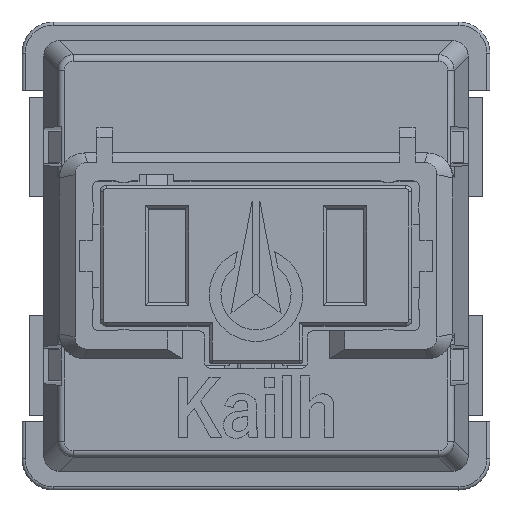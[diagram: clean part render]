
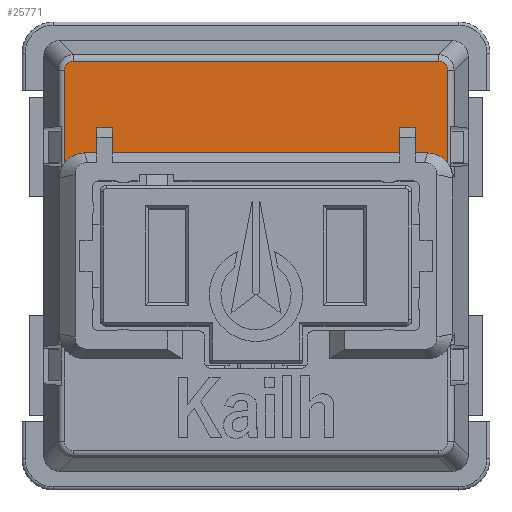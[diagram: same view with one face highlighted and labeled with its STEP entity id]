
A CAD part, top view. The second image highlights one B-rep face of the part: STEP entity #25771.
In plain terms, the highlighted planar face has unit normal (0, 0, 1).
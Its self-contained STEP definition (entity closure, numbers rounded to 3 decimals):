
#22115 = VERTEX_POINT('',#22116);
#22116 = CARTESIAN_POINT('',(6.142,2.977,2.));
#22133 = VERTEX_POINT('',#22134);
#22134 = CARTESIAN_POINT('',(6.142,5.95,2.));
#22141 = EDGE_CURVE('',#22115,#22133,#22142,.T.);
#22142 = LINE('',#22143,#22144);
#22143 = CARTESIAN_POINT('',(6.142,2.5,2.));
#22144 = VECTOR('',#22145,1.);
#22145 = DIRECTION('',(0.,1.,0.));
#22899 = VERTEX_POINT('',#22900);
#22900 = CARTESIAN_POINT('',(-6.142,2.977,2.));
#22917 = EDGE_CURVE('',#22899,#22918,#22920,.T.);
#22918 = VERTEX_POINT('',#22919);
#22919 = CARTESIAN_POINT('',(-6.142,5.95,2.));
#22920 = LINE('',#22921,#22922);
#22921 = CARTESIAN_POINT('',(-6.142,2.5,2.));
#22922 = VECTOR('',#22923,1.);
#22923 = DIRECTION('',(0.,1.,0.));
#25771 = ADVANCED_FACE('',(#25772),#25888,.T.);
#25772 = FACE_BOUND('',#25773,.T.);
#25773 = EDGE_LOOP('',(#25774,#25775,#25784,#25792,#25800,#25808,#25816,
    #25824,#25832,#25840,#25848,#25856,#25863,#25864,#25873,#25881));
#25774 = ORIENTED_EDGE('',*,*,#22917,.F.);
#25775 = ORIENTED_EDGE('',*,*,#25776,.F.);
#25776 = EDGE_CURVE('',#25777,#22899,#25779,.T.);
#25777 = VERTEX_POINT('',#25778);
#25778 = CARTESIAN_POINT('',(-5.5,3.3,2.));
#25779 = CIRCLE('',#25780,0.8);
#25780 = AXIS2_PLACEMENT_3D('',#25781,#25782,#25783);
#25781 = CARTESIAN_POINT('',(-5.5,2.5,2.));
#25782 = DIRECTION('',(0.,0.,1.));
#25783 = DIRECTION('',(1.,0.,-0.));
#25784 = ORIENTED_EDGE('',*,*,#25785,.T.);
#25785 = EDGE_CURVE('',#25777,#25786,#25788,.T.);
#25786 = VERTEX_POINT('',#25787);
#25787 = CARTESIAN_POINT('',(-5.1,3.3,2.));
#25788 = LINE('',#25789,#25790);
#25789 = CARTESIAN_POINT('',(-5.5,3.3,2.));
#25790 = VECTOR('',#25791,1.);
#25791 = DIRECTION('',(1.,0.,0.));
#25792 = ORIENTED_EDGE('',*,*,#25793,.T.);
#25793 = EDGE_CURVE('',#25786,#25794,#25796,.T.);
#25794 = VERTEX_POINT('',#25795);
#25795 = CARTESIAN_POINT('',(-5.1,4.1,2.));
#25796 = LINE('',#25797,#25798);
#25797 = CARTESIAN_POINT('',(-5.1,3.3,2.));
#25798 = VECTOR('',#25799,1.);
#25799 = DIRECTION('',(0.,1.,0.));
#25800 = ORIENTED_EDGE('',*,*,#25801,.T.);
#25801 = EDGE_CURVE('',#25794,#25802,#25804,.T.);
#25802 = VERTEX_POINT('',#25803);
#25803 = CARTESIAN_POINT('',(-4.6,4.1,2.));
#25804 = LINE('',#25805,#25806);
#25805 = CARTESIAN_POINT('',(-5.1,4.1,2.));
#25806 = VECTOR('',#25807,1.);
#25807 = DIRECTION('',(1.,0.,0.));
#25808 = ORIENTED_EDGE('',*,*,#25809,.T.);
#25809 = EDGE_CURVE('',#25802,#25810,#25812,.T.);
#25810 = VERTEX_POINT('',#25811);
#25811 = CARTESIAN_POINT('',(-4.6,3.3,2.));
#25812 = LINE('',#25813,#25814);
#25813 = CARTESIAN_POINT('',(-4.6,4.1,2.));
#25814 = VECTOR('',#25815,1.);
#25815 = DIRECTION('',(0.,-1.,0.));
#25816 = ORIENTED_EDGE('',*,*,#25817,.T.);
#25817 = EDGE_CURVE('',#25810,#25818,#25820,.T.);
#25818 = VERTEX_POINT('',#25819);
#25819 = CARTESIAN_POINT('',(4.6,3.3,2.));
#25820 = LINE('',#25821,#25822);
#25821 = CARTESIAN_POINT('',(-4.6,3.3,2.));
#25822 = VECTOR('',#25823,1.);
#25823 = DIRECTION('',(1.,0.,0.));
#25824 = ORIENTED_EDGE('',*,*,#25825,.T.);
#25825 = EDGE_CURVE('',#25818,#25826,#25828,.T.);
#25826 = VERTEX_POINT('',#25827);
#25827 = CARTESIAN_POINT('',(4.6,4.1,2.));
#25828 = LINE('',#25829,#25830);
#25829 = CARTESIAN_POINT('',(4.6,3.3,2.));
#25830 = VECTOR('',#25831,1.);
#25831 = DIRECTION('',(0.,1.,0.));
#25832 = ORIENTED_EDGE('',*,*,#25833,.T.);
#25833 = EDGE_CURVE('',#25826,#25834,#25836,.T.);
#25834 = VERTEX_POINT('',#25835);
#25835 = CARTESIAN_POINT('',(5.1,4.1,2.));
#25836 = LINE('',#25837,#25838);
#25837 = CARTESIAN_POINT('',(4.6,4.1,2.));
#25838 = VECTOR('',#25839,1.);
#25839 = DIRECTION('',(1.,0.,0.));
#25840 = ORIENTED_EDGE('',*,*,#25841,.T.);
#25841 = EDGE_CURVE('',#25834,#25842,#25844,.T.);
#25842 = VERTEX_POINT('',#25843);
#25843 = CARTESIAN_POINT('',(5.1,3.3,2.));
#25844 = LINE('',#25845,#25846);
#25845 = CARTESIAN_POINT('',(5.1,4.1,2.));
#25846 = VECTOR('',#25847,1.);
#25847 = DIRECTION('',(0.,-1.,0.));
#25848 = ORIENTED_EDGE('',*,*,#25849,.T.);
#25849 = EDGE_CURVE('',#25842,#25850,#25852,.T.);
#25850 = VERTEX_POINT('',#25851);
#25851 = CARTESIAN_POINT('',(5.5,3.3,2.));
#25852 = LINE('',#25853,#25854);
#25853 = CARTESIAN_POINT('',(5.1,3.3,2.));
#25854 = VECTOR('',#25855,1.);
#25855 = DIRECTION('',(1.,0.,0.));
#25856 = ORIENTED_EDGE('',*,*,#25857,.F.);
#25857 = EDGE_CURVE('',#22115,#25850,#25858,.T.);
#25858 = CIRCLE('',#25859,0.8);
#25859 = AXIS2_PLACEMENT_3D('',#25860,#25861,#25862);
#25860 = CARTESIAN_POINT('',(5.5,2.5,2.));
#25861 = DIRECTION('',(0.,0.,1.));
#25862 = DIRECTION('',(1.,0.,-0.));
#25863 = ORIENTED_EDGE('',*,*,#22141,.T.);
#25864 = ORIENTED_EDGE('',*,*,#25865,.T.);
#25865 = EDGE_CURVE('',#22133,#25866,#25868,.T.);
#25866 = VERTEX_POINT('',#25867);
#25867 = CARTESIAN_POINT('',(5.85,6.242,2.));
#25868 = CIRCLE('',#25869,0.292);
#25869 = AXIS2_PLACEMENT_3D('',#25870,#25871,#25872);
#25870 = CARTESIAN_POINT('',(5.85,5.95,2.));
#25871 = DIRECTION('',(0.,-0.,1.));
#25872 = DIRECTION('',(1.,0.,0.));
#25873 = ORIENTED_EDGE('',*,*,#25874,.F.);
#25874 = EDGE_CURVE('',#25875,#25866,#25877,.T.);
#25875 = VERTEX_POINT('',#25876);
#25876 = CARTESIAN_POINT('',(-5.85,6.242,2.));
#25877 = LINE('',#25878,#25879);
#25878 = CARTESIAN_POINT('',(-7.5,6.242,2.));
#25879 = VECTOR('',#25880,1.);
#25880 = DIRECTION('',(1.,0.,0.));
#25881 = ORIENTED_EDGE('',*,*,#25882,.F.);
#25882 = EDGE_CURVE('',#22918,#25875,#25883,.T.);
#25883 = CIRCLE('',#25884,0.292);
#25884 = AXIS2_PLACEMENT_3D('',#25885,#25886,#25887);
#25885 = CARTESIAN_POINT('',(-5.85,5.95,2.));
#25886 = DIRECTION('',(0.,0.,-1.));
#25887 = DIRECTION('',(-1.,0.,0.));
#25888 = PLANE('',#25889);
#25889 = AXIS2_PLACEMENT_3D('',#25890,#25891,#25892);
#25890 = CARTESIAN_POINT('',(-6.3,10.,2.));
#25891 = DIRECTION('',(0.,0.,1.));
#25892 = DIRECTION('',(1.,0.,0.));
